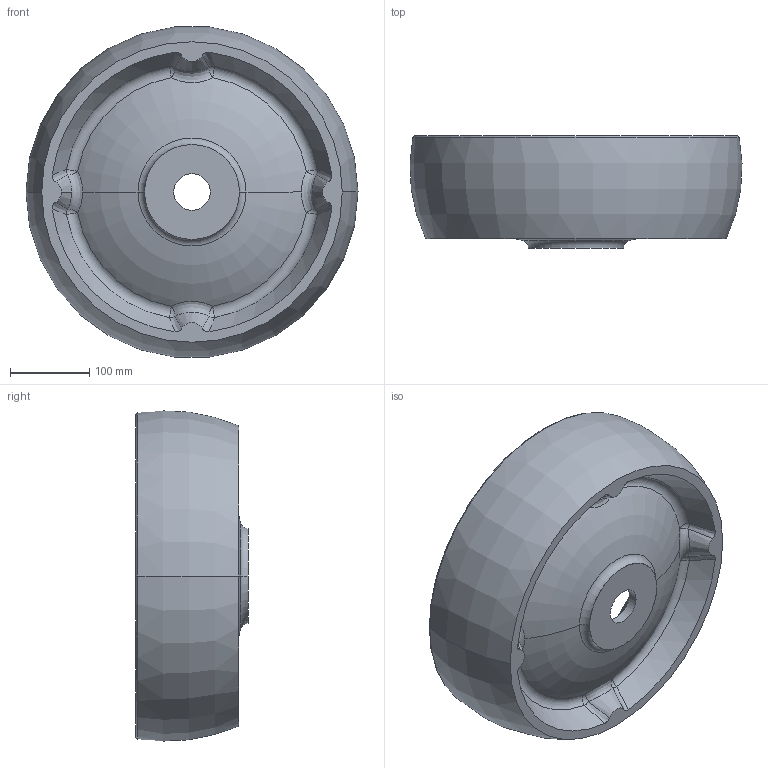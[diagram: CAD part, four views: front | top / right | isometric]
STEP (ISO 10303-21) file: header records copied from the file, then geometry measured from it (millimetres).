
FILE_DESCRIPTION (( 'STEP AP214' ), '1' );
FILE_NAME ('EOSA_PL_D.STEP', '2018-09-07T08:54:59', ( 'User' ), ( '' ), 'SwSTEP 2.0', 'SolidWorks 2017', '' );
FILE_SCHEMA (( 'AUTOMOTIVE_DESIGN' ));
Length unit declared in the file: millimetre
Products named in the file (2): EOSA_PL_D
Bounding box: 419.84 x 142 x 417.54 mm (x, y, z)
Volume: 6150697.5 mm3; surface area: 499876.5 mm2
Topology: 1 solids, 1 shells, 51 faces, 111 edges, 62 vertices
Faces by surface type: torus 14, bspline 12, cone 11, sphere 8, cylinder 4, plane 2
Entity records: 2302 total; most frequent: CARTESIAN_POINT 1207, DIRECTION 227, ORIENTED_EDGE 222, EDGE_CURVE 111, AXIS2_PLACEMENT_3D 110, CIRCLE 69, VERTEX_POINT 62, EDGE_LOOP 53
